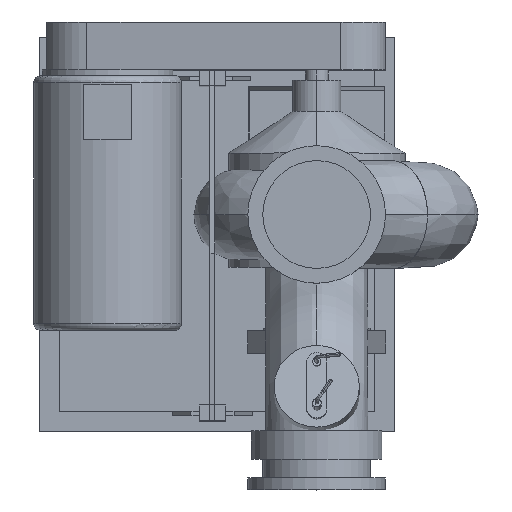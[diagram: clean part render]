
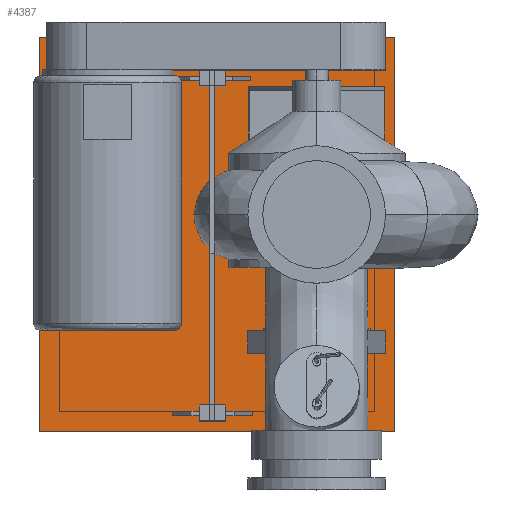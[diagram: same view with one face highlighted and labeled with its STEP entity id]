
A CAD part, top view. The second image highlights one B-rep face of the part: STEP entity #4387.
In plain terms, the highlighted planar face has unit normal (0, 0, 1).
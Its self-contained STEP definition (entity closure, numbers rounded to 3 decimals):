
#629=FACE_OUTER_BOUND('',#932,.T.);
#932=EDGE_LOOP('',(#3908,#3909,#3910,#3911));
#1341=LINE('',#12340,#1762);
#1346=LINE('',#12349,#1767);
#1350=LINE('',#12357,#1771);
#1353=LINE('',#12362,#1774);
#1762=VECTOR('',#5968,304.8);
#1767=VECTOR('',#5977,304.8);
#1771=VECTOR('',#5985,304.8);
#1774=VECTOR('',#5992,304.8);
#2151=VERTEX_POINT('',#12338);
#2152=VERTEX_POINT('',#12339);
#2154=VERTEX_POINT('',#12348);
#2156=VERTEX_POINT('',#12356);
#2729=EDGE_CURVE('',#2151,#2152,#1341,.T.);
#2734=EDGE_CURVE('',#2154,#2151,#1346,.T.);
#2738=EDGE_CURVE('',#2156,#2154,#1350,.T.);
#2741=EDGE_CURVE('',#2152,#2156,#1353,.T.);
#3908=ORIENTED_EDGE('',*,*,#2741,.T.);
#3909=ORIENTED_EDGE('',*,*,#2738,.T.);
#3910=ORIENTED_EDGE('',*,*,#2734,.T.);
#3911=ORIENTED_EDGE('',*,*,#2729,.T.);
#4110=PLANE('',#4819);
#4387=ADVANCED_FACE('',(#629),#4110,.T.);
#4819=AXIS2_PLACEMENT_3D('',#12364,#5995,#5996);
#5968=DIRECTION('',(0.,1.,0.));
#5977=DIRECTION('',(1.,0.,0.));
#5985=DIRECTION('',(0.,-1.,0.));
#5992=DIRECTION('',(-1.,0.,0.));
#5995=DIRECTION('center_axis',(0.,0.,1.));
#5996=DIRECTION('ref_axis',(-1.,0.,0.));
#12338=CARTESIAN_POINT('',(41547.476,23193.314,240.));
#12339=CARTESIAN_POINT('',(41547.476,24583.314,240.));
#12340=CARTESIAN_POINT('',(41547.476,23193.314,240.));
#12348=CARTESIAN_POINT('',(40297.476,23193.314,240.));
#12349=CARTESIAN_POINT('',(40297.476,23193.314,240.));
#12356=CARTESIAN_POINT('',(40297.476,24583.314,240.));
#12357=CARTESIAN_POINT('',(40297.476,24583.314,240.));
#12362=CARTESIAN_POINT('',(41547.476,24583.314,240.));
#12364=CARTESIAN_POINT('Origin',(40297.476,24583.314,240.));
